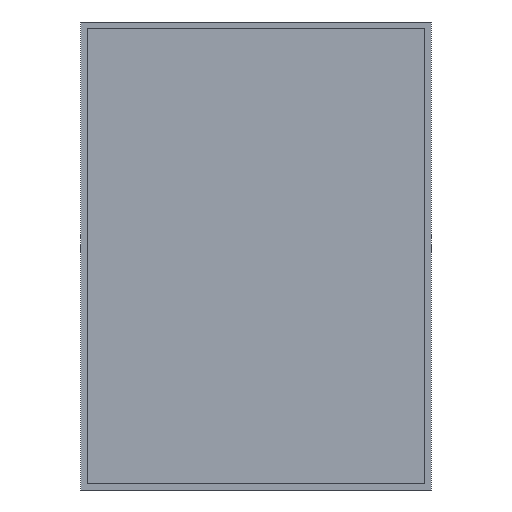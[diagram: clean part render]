
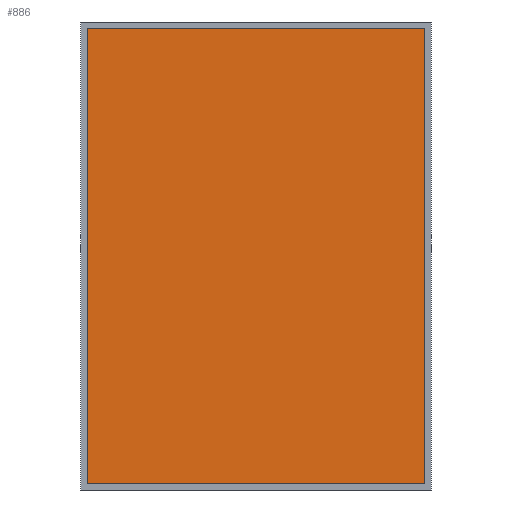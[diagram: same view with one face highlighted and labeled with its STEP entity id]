
A CAD part, top view. The second image highlights one B-rep face of the part: STEP entity #886.
In plain terms, the highlighted planar face has unit normal (0, 0, 1).
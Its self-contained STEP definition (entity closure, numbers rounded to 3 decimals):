
#8 = EDGE_CURVE ( 'NONE', #759, #902, #273, .T. ) ;
#43 = AXIS2_PLACEMENT_3D ( 'NONE', #1171, #777, #467 ) ;
#62 = ORIENTED_EDGE ( 'NONE', *, *, #8, .T. ) ;
#135 = DIRECTION ( 'NONE',  ( 0., -1., 0. ) ) ;
#159 = CARTESIAN_POINT ( 'NONE',  ( 51.697, 69.68, 325.44 ) ) ;
#247 = VERTEX_POINT ( 'NONE', #1169 ) ;
#273 = LINE ( 'NONE', #368, #1288 ) ;
#296 = LINE ( 'NONE', #1345, #722 ) ;
#328 = VECTOR ( 'NONE', #496, 1000. ) ;
#368 = CARTESIAN_POINT ( 'NONE',  ( -51.697, 69.68, 325.44 ) ) ;
#392 = ORIENTED_EDGE ( 'NONE', *, *, #623, .T. ) ;
#467 = DIRECTION ( 'NONE',  ( 1., 0., 0. ) ) ;
#475 = VERTEX_POINT ( 'NONE', #159 ) ;
#496 = DIRECTION ( 'NONE',  ( 1., 0., 0. ) ) ;
#542 = ORIENTED_EDGE ( 'NONE', *, *, #1049, .T. ) ;
#553 = EDGE_CURVE ( 'NONE', #902, #247, #910, .T. ) ;
#623 = EDGE_CURVE ( 'NONE', #475, #759, #1023, .T. ) ;
#722 = VECTOR ( 'NONE', #1105, 1000. ) ;
#759 = VERTEX_POINT ( 'NONE', #947 ) ;
#777 = DIRECTION ( 'NONE',  ( 0., 0., 1. ) ) ;
#818 = CARTESIAN_POINT ( 'NONE',  ( -51.697, -69.68, 325.44 ) ) ;
#886 = ADVANCED_FACE ( 'NONE', ( #1180 ), #972, .T. ) ;
#902 = VERTEX_POINT ( 'NONE', #1301 ) ;
#910 = LINE ( 'NONE', #818, #328 ) ;
#923 = CARTESIAN_POINT ( 'NONE',  ( 51.697, 69.68, 325.44 ) ) ;
#947 = CARTESIAN_POINT ( 'NONE',  ( -51.697, 69.68, 325.44 ) ) ;
#972 = PLANE ( 'NONE',  #43 ) ;
#979 = VECTOR ( 'NONE', #1347, 1000. ) ;
#1023 = LINE ( 'NONE', #923, #979 ) ;
#1049 = EDGE_CURVE ( 'NONE', #247, #475, #296, .T. ) ;
#1071 = ORIENTED_EDGE ( 'NONE', *, *, #553, .T. ) ;
#1105 = DIRECTION ( 'NONE',  ( 0., 1., 0. ) ) ;
#1169 = CARTESIAN_POINT ( 'NONE',  ( 51.697, -69.68, 325.44 ) ) ;
#1171 = CARTESIAN_POINT ( 'NONE',  ( 0., 0., 325.44 ) ) ;
#1173 = EDGE_LOOP ( 'NONE', ( #62, #1071, #542, #392 ) ) ;
#1180 = FACE_OUTER_BOUND ( 'NONE', #1173, .T. ) ;
#1288 = VECTOR ( 'NONE', #135, 1000. ) ;
#1301 = CARTESIAN_POINT ( 'NONE',  ( -51.697, -69.68, 325.44 ) ) ;
#1345 = CARTESIAN_POINT ( 'NONE',  ( 51.697, -69.68, 325.44 ) ) ;
#1347 = DIRECTION ( 'NONE',  ( -1., 0., 0. ) ) ;
